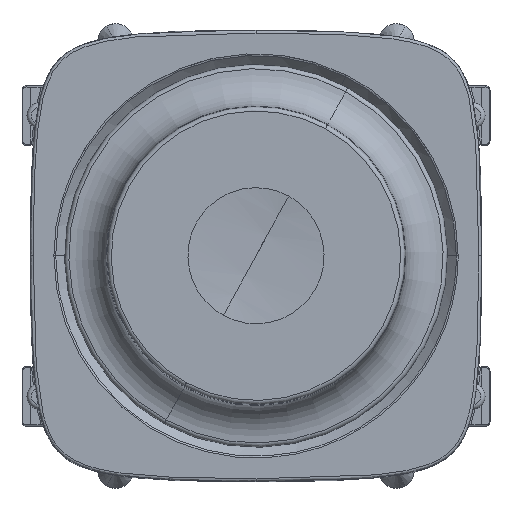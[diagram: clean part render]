
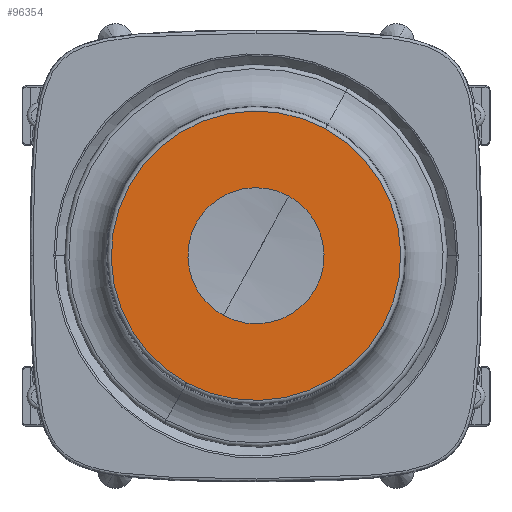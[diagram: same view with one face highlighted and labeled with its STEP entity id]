
A CAD part, top view. The second image highlights one B-rep face of the part: STEP entity #96354.
In plain terms, the highlighted planar face has unit normal (0, 0, 1).
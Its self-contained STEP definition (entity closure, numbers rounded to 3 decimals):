
#96300=AXIS2_PLACEMENT_3D('Circle Axis2P3D',#96298,#96299,$) ;
#96318=AXIS2_PLACEMENT_3D('Circle Axis2P3D',#96316,#96317,$) ;
#96330=AXIS2_PLACEMENT_3D('Plane Axis2P3D',#96327,#96328,#96329) ;
#96334=AXIS2_PLACEMENT_3D('Circle Axis2P3D',#96332,#96333,$) ;
#96343=AXIS2_PLACEMENT_3D('Circle Axis2P3D',#96341,#96342,$) ;
#96295=CARTESIAN_POINT('Vertex',(-3.835,-7.021,21.8)) ;
#96298=CARTESIAN_POINT('Axis2P3D Location',(0.,0.,21.8)) ;
#96302=CARTESIAN_POINT('Vertex',(3.835,7.021,21.8)) ;
#96316=CARTESIAN_POINT('Axis2P3D Location',(0.,0.,21.8)) ;
#96327=CARTESIAN_POINT('Axis2P3D Location',(0.,17.5,21.8)) ;
#96332=CARTESIAN_POINT('Axis2P3D Location',(0.,0.,21.8)) ;
#96336=CARTESIAN_POINT('Vertex',(8.154,14.926,21.8)) ;
#96338=CARTESIAN_POINT('Vertex',(-8.154,-14.926,21.8)) ;
#96341=CARTESIAN_POINT('Axis2P3D Location',(0.,0.,21.8)) ;
#96299=DIRECTION('Axis2P3D Direction',(0.,0.,-1.)) ;
#96317=DIRECTION('Axis2P3D Direction',(0.,0.,-1.)) ;
#96328=DIRECTION('Axis2P3D Direction',(0.,0.,-1.)) ;
#96329=DIRECTION('Axis2P3D XDirection',(1.,0.,0.)) ;
#96333=DIRECTION('Axis2P3D Direction',(0.,0.,-1.)) ;
#96342=DIRECTION('Axis2P3D Direction',(0.,0.,-1.)) ;
#96347=ORIENTED_EDGE('',*,*,#96340,.F.) ;
#96348=ORIENTED_EDGE('',*,*,#96345,.F.) ;
#96351=ORIENTED_EDGE('',*,*,#96320,.T.) ;
#96352=ORIENTED_EDGE('',*,*,#96304,.T.) ;
#96353=FACE_BOUND('',#96350,.T.) ;
#96354=ADVANCED_FACE('PartBody',(#96349,#96353),#96331,.F.) ;
#96301=CIRCLE('generated circle',#96300,8.) ;
#96319=CIRCLE('generated circle',#96318,8.) ;
#96335=CIRCLE('generated circle',#96334,17.009) ;
#96344=CIRCLE('generated circle',#96343,17.009) ;
#96304=EDGE_CURVE('',#96303,#96296,#96301,.T.) ;
#96320=EDGE_CURVE('',#96296,#96303,#96319,.T.) ;
#96340=EDGE_CURVE('',#96337,#96339,#96335,.T.) ;
#96345=EDGE_CURVE('',#96339,#96337,#96344,.T.) ;
#96346=EDGE_LOOP('',(#96347,#96348)) ;
#96350=EDGE_LOOP('',(#96351,#96352)) ;
#96349=FACE_OUTER_BOUND('',#96346,.T.) ;
#96331=PLANE('',#96330) ;
#96296=VERTEX_POINT('',#96295) ;
#96303=VERTEX_POINT('',#96302) ;
#96337=VERTEX_POINT('',#96336) ;
#96339=VERTEX_POINT('',#96338) ;
